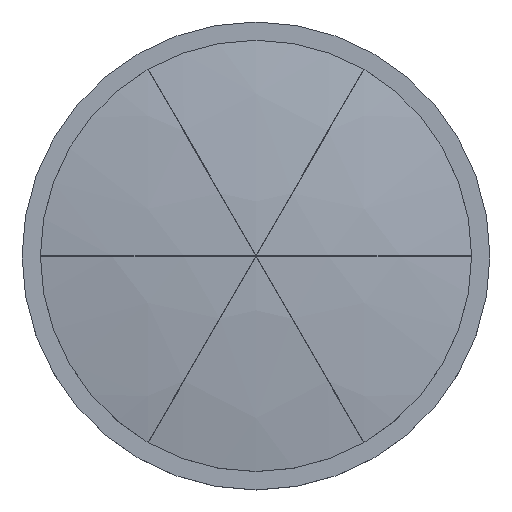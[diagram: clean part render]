
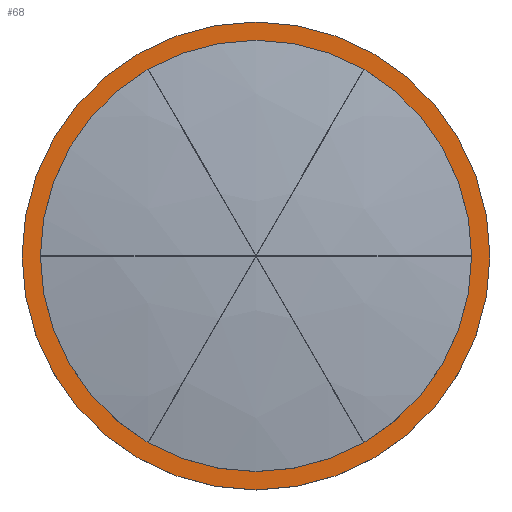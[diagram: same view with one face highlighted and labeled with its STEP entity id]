
A CAD part, top view. The second image highlights one B-rep face of the part: STEP entity #68.
In plain terms, the highlighted planar face has unit normal (0, 0, 1).
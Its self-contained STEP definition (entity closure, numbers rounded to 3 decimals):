
#68=ADVANCED_FACE('',(#116,#117),#118,.T.);
#116=FACE_OUTER_BOUND('',#167,.T.);
#117=FACE_BOUND('',#168,.T.);
#118=PLANE('',#169);
#167=EDGE_LOOP('',(#362,#363));
#168=EDGE_LOOP('',(#364,#365));
#169=AXIS2_PLACEMENT_3D('',#366,#367,#368);
#362=ORIENTED_EDGE('',*,*,#382,.F.);
#363=ORIENTED_EDGE('',*,*,#445,.F.);
#364=ORIENTED_EDGE('',*,*,#400,.T.);
#365=ORIENTED_EDGE('',*,*,#444,.T.);
#366=CARTESIAN_POINT('',(0.,12.25,2.383));
#367=DIRECTION('',(0.,0.0,1.0));
#368=DIRECTION('',(0.0,-1.0,0.0));
#382=EDGE_CURVE('',#447,#450,#451,.T.);
#400=EDGE_CURVE('',#456,#484,#486,.T.);
#444=EDGE_CURVE('',#484,#456,#554,.T.);
#445=EDGE_CURVE('',#450,#447,#555,.T.);
#447=VERTEX_POINT('',#557);
#450=VERTEX_POINT('',#561);
#451=CIRCLE('',#562,12.75);
#456=VERTEX_POINT('',#568);
#484=VERTEX_POINT('',#603);
#486=CIRCLE('',#606,11.75);
#554=CIRCLE('',#698,11.75);
#555=CIRCLE('',#699,12.75);
#557=CARTESIAN_POINT('',(0.,12.75,2.383));
#561=CARTESIAN_POINT('',(0.,-12.75,2.383));
#562=AXIS2_PLACEMENT_3D('',#702,#703,#704);
#568=CARTESIAN_POINT('',(0.,11.75,2.383));
#603=CARTESIAN_POINT('',(0.,-11.75,2.383));
#606=AXIS2_PLACEMENT_3D('',#738,#739,#740);
#698=AXIS2_PLACEMENT_3D('',#822,#823,#824);
#699=AXIS2_PLACEMENT_3D('',#825,#826,#827);
#702=CARTESIAN_POINT('',(0.,0.0,2.383));
#703=DIRECTION('',(0.,0.0,-1.0));
#704=DIRECTION('',(0.0,1.0,0.0));
#738=CARTESIAN_POINT('',(0.,0.0,2.383));
#739=DIRECTION('',(0.,0.0,-1.0));
#740=DIRECTION('',(0.0,1.0,0.0));
#822=CARTESIAN_POINT('',(0.,0.0,2.383));
#823=DIRECTION('',(0.,0.0,-1.0));
#824=DIRECTION('',(0.0,1.0,0.0));
#825=CARTESIAN_POINT('',(0.,0.0,2.383));
#826=DIRECTION('',(0.,0.0,-1.0));
#827=DIRECTION('',(0.0,1.0,0.0));
